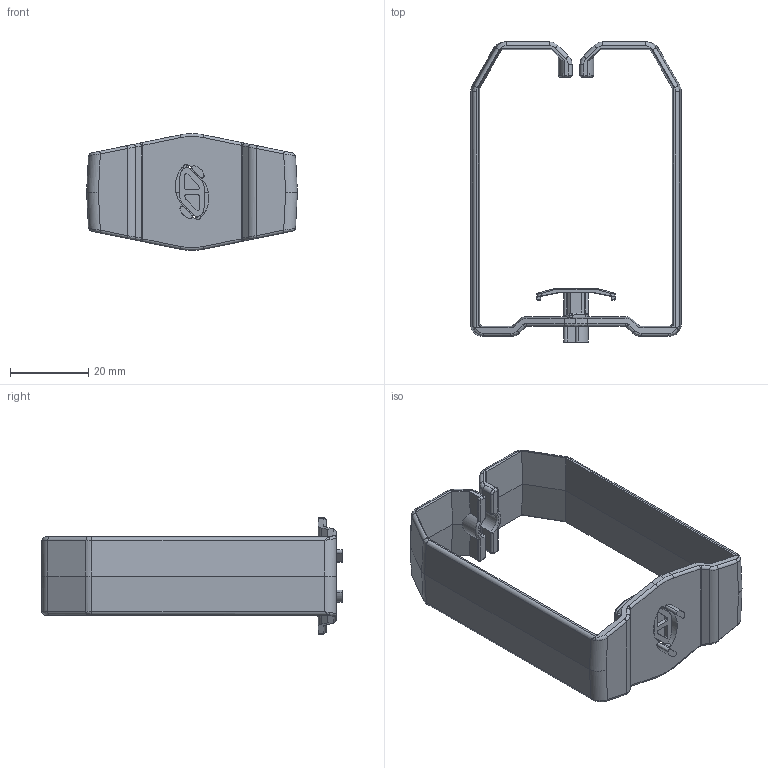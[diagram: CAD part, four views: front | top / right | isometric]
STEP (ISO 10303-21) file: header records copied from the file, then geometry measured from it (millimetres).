
FILE_DESCRIPTION (( 'STEP AP203' ), '1' );
FILE_NAME ('CL-2230.step', '2020-08-27T16:22:02', ( '' ), ( '' ), 'SwSTEP 2.0', 'SolidWorks 2019', '' );
FILE_SCHEMA (( 'CONFIG_CONTROL_DESIGN' ));
Length unit declared in the file: inch
Products named in the file (1): CL-2230
Bounding box: 53.8 x 76.6 x 29.76 mm (x, y, z)
Volume: 10295.4 mm3; surface area: 12070.4 mm2
Topology: 1 solids, 1 shells, 862 faces, 2332 edges, 1496 vertices
Faces by surface type: plane 620, cylinder 180, bspline 55, cone 4, torus 3
Entity records: 30209 total; most frequent: CARTESIAN_POINT 9881, ORIENTED_EDGE 4648, DIRECTION 3479, EDGE_CURVE 2324, LINE 1669, VECTOR 1669, VERTEX_POINT 1496, AXIS2_PLACEMENT_3D 905
